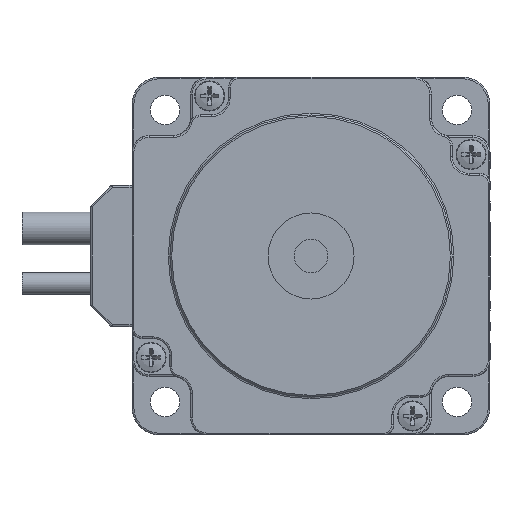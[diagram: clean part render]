
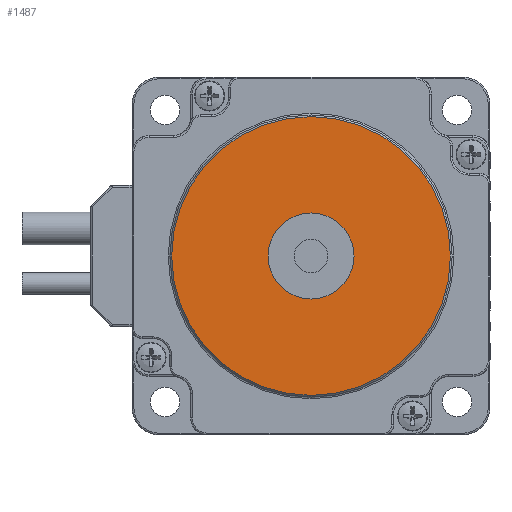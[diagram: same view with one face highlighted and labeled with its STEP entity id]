
A CAD part, front view. The second image highlights one B-rep face of the part: STEP entity #1487.
In plain terms, the highlighted face is planar.
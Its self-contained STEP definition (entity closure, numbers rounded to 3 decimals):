
#1487 = ADVANCED_FACE( '', ( #2986, #2987 ), #2988, .F. );
#2986 = FACE_OUTER_BOUND( '', #4492, .T. );
#2987 = FACE_BOUND( '', #4493, .T. );
#2988 = PLANE( '', #4494 );
#4492 = EDGE_LOOP( '', ( #8484 ) );
#4493 = EDGE_LOOP( '', ( #8485 ) );
#4494 = AXIS2_PLACEMENT_3D( '', #8486, #8487, #8488 );
#8484 = ORIENTED_EDGE( '', *, *, #10310, .T. );
#8485 = ORIENTED_EDGE( '', *, *, #10440, .F. );
#8486 = CARTESIAN_POINT( '', ( 0., 0., -23.5 ) );
#8487 = DIRECTION( '', ( 0., 0., 1. ) );
#8488 = DIRECTION( '', ( 1., 0., 0. ) );
#10310 = EDGE_CURVE( '', #12682, #12682, #12683, .F. );
#10440 = EDGE_CURVE( '', #12823, #12823, #12824, .T. );
#12682 = VERTEX_POINT( '', #15869 );
#12683 = CIRCLE( '', #15870, 40.5 );
#12823 = VERTEX_POINT( '', #16056 );
#12824 = CIRCLE( '', #16057, 12.5 );
#15869 = CARTESIAN_POINT( '', ( 40.5, 0., -23.5 ) );
#15870 = AXIS2_PLACEMENT_3D( '', #18120, #18121, #18122 );
#16056 = CARTESIAN_POINT( '', ( -12.5, 0., -23.5 ) );
#16057 = AXIS2_PLACEMENT_3D( '', #18205, #18206, #18207 );
#18120 = CARTESIAN_POINT( '', ( 0., 0., -23.5 ) );
#18121 = DIRECTION( '', ( 0., 0., 1. ) );
#18122 = DIRECTION( '', ( 1., 0., 0. ) );
#18205 = CARTESIAN_POINT( '', ( 0., 0., -23.5 ) );
#18206 = DIRECTION( '', ( 0., 0., -1. ) );
#18207 = DIRECTION( '', ( -1., 0., 0. ) );
